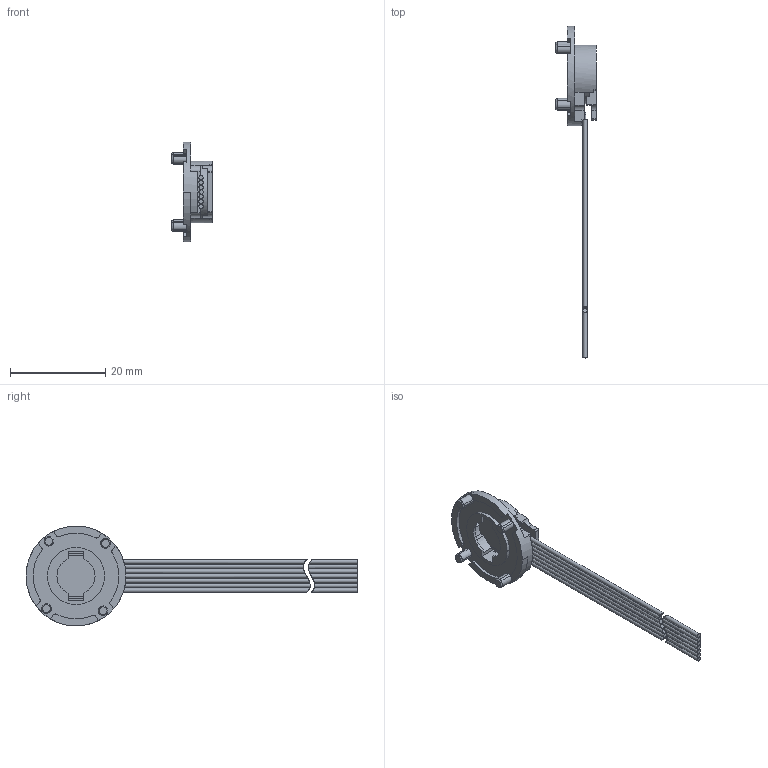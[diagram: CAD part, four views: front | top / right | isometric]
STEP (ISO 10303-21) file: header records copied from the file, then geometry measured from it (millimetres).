
FILE_DESCRIPTION((''),'2;1');
FILE_NAME('MR2CATOLOGUE_ASM','2016-03-10T',('vinayak.bharmal'),(''),'PRO/ENGINEER BY PARAMETRIC TECHNOLOGY CORPORATION, 2014310','PRO/ENGINEER BY PARAMETRIC TECHNOLOGY CORPORATION, 2014310','');
FILE_SCHEMA(('CONFIG_CONTROL_DESIGN'));
Length unit declared in the file: millimetre
Products named in the file (1): MR2CATOLOGUE_ASM
Bounding box: 8.5 x 69.75 x 20.99 mm (x, y, z)
Volume: 1105.5 mm3; surface area: 2382.2 mm2
Topology: 2 solids, 2 shells, 317 faces, 907 edges, 601 vertices
Faces by surface type: plane 156, cylinder 136, sphere 14, cone 8, extrusion 2, torus 1
Entity records: 10750 total; most frequent: CARTESIAN_POINT 2292, ORIENTED_EDGE 1814, DIRECTION 1752, EDGE_CURVE 907, AXIS2_PLACEMENT_3D 615, VERTEX_POINT 601, VECTOR 522, LINE 520
